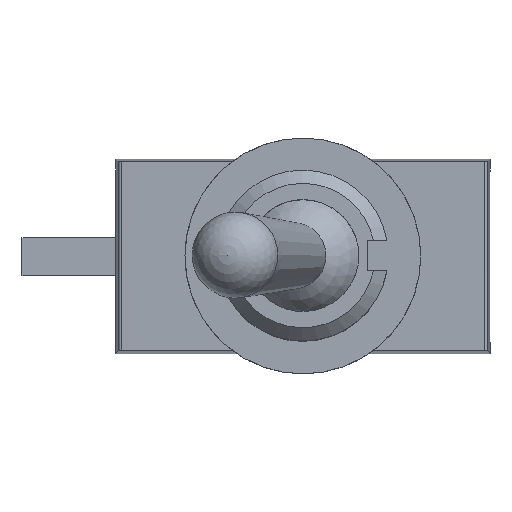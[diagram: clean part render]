
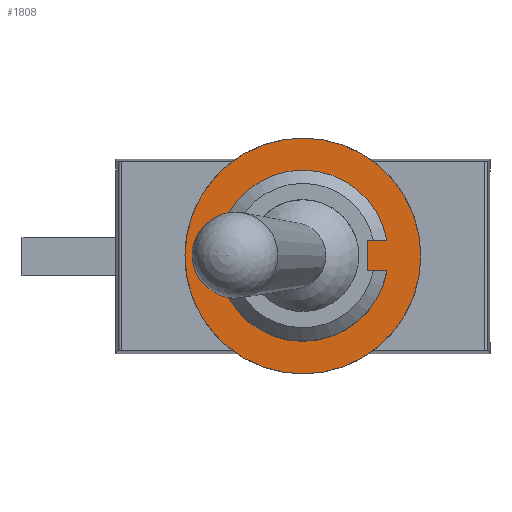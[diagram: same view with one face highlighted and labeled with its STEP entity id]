
A CAD part, top view. The second image highlights one B-rep face of the part: STEP entity #1808.
In plain terms, the highlighted planar face has unit normal (0, 0, 1).
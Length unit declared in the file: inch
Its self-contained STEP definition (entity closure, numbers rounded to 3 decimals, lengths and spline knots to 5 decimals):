
#96=FACE_BOUND('',#221,.T.);
#120=FACE_OUTER_BOUND('',#220,.T.);
#220=EDGE_LOOP('',(#1210));
#221=EDGE_LOOP('',(#1211,#1212,#1213,#1214));
#321=LINE('',#2590,#499);
#324=LINE('',#2596,#502);
#326=LINE('',#2599,#504);
#499=VECTOR('',#2103,0.3937);
#502=VECTOR('',#2108,0.3937);
#504=VECTOR('',#2112,0.3937);
#678=CIRCLE('',#1939,0.15748);
#679=CIRCLE('',#1940,0.11417);
#724=VERTEX_POINT('',#2587);
#725=VERTEX_POINT('',#2589);
#726=VERTEX_POINT('',#2593);
#727=VERTEX_POINT('',#2595);
#728=VERTEX_POINT('',#2601);
#914=EDGE_CURVE('',#725,#724,#321,.T.);
#917=EDGE_CURVE('',#727,#726,#324,.T.);
#919=EDGE_CURVE('',#726,#725,#326,.T.);
#920=EDGE_CURVE('',#728,#728,#678,.T.);
#921=EDGE_CURVE('',#724,#727,#679,.T.);
#1210=ORIENTED_EDGE('',*,*,#920,.F.);
#1211=ORIENTED_EDGE('',*,*,#917,.T.);
#1212=ORIENTED_EDGE('',*,*,#919,.T.);
#1213=ORIENTED_EDGE('',*,*,#914,.T.);
#1214=ORIENTED_EDGE('',*,*,#921,.T.);
#1738=PLANE('',#1938);
#1808=ADVANCED_FACE('',(#120,#96),#1738,.F.);
#1938=AXIS2_PLACEMENT_3D('',#2600,#2113,#2114);
#1939=AXIS2_PLACEMENT_3D('',#2602,#2115,#2116);
#1940=AXIS2_PLACEMENT_3D('',#2603,#2117,#2118);
#2103=DIRECTION('',(1.,0.,0.));
#2108=DIRECTION('',(-1.,0.,0.));
#2112=DIRECTION('',(0.,-1.,0.));
#2113=DIRECTION('center_axis',(0.,0.,
-1.));
#2114=DIRECTION('ref_axis',(-1.,0.,0.));
#2115=DIRECTION('center_axis',(0.,0.,
-1.));
#2116=DIRECTION('ref_axis',(-1.,0.,0.));
#2117=DIRECTION('center_axis',(0.,0.,
-1.));
#2118=DIRECTION('ref_axis',(-1.,0.,0.));
#2587=CARTESIAN_POINT('',(0.11239,-0.02008,0.43937));
#2589=CARTESIAN_POINT('',(0.08583,-0.02008,0.43937));
#2590=CARTESIAN_POINT('',(0.12387,-0.02008,0.43937));
#2593=CARTESIAN_POINT('',(0.08583,0.02008,0.43937));
#2595=CARTESIAN_POINT('',(0.11239,0.02008,0.43937));
#2596=CARTESIAN_POINT('',(0.08583,0.02008,0.43937));
#2599=CARTESIAN_POINT('',(0.08583,-0.02008,0.43937));
#2600=CARTESIAN_POINT('Origin',(0.,0.,
0.43937));
#2601=CARTESIAN_POINT('',(0.15748,0.,0.43937));
#2602=CARTESIAN_POINT('Origin',(0.,0.,
0.43937));
#2603=CARTESIAN_POINT('Origin',(0.,0.,
0.43937));
